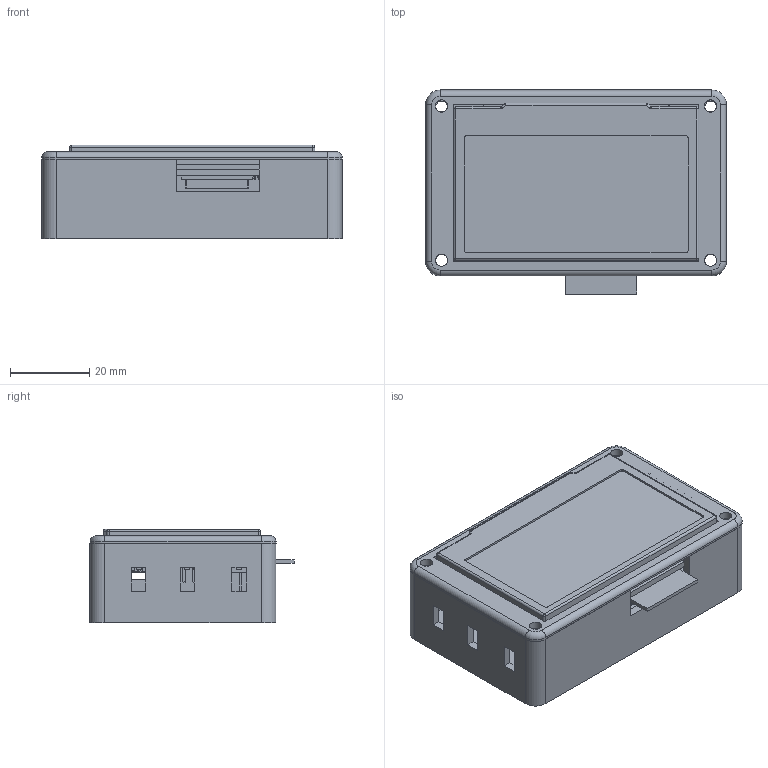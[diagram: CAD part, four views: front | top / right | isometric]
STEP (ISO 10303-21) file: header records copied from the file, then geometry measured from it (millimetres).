
FILE_DESCRIPTION(/* description */ (''),/* implementation_level */ '2;1');
FILE_NAME(/* name */ 'Study Tracker.step',/* time_stamp */ '2025-10-26T20:07:29+05:30',/* author */ (''),/* organization */ (''),/* preprocessor_version */ 'ST-DEVELOPER v20.1',/* originating_system */ 'Autodesk Translation Framework v14.17.0.0',/* authorisation */ '');
FILE_SCHEMA (('AUTOMOTIVE_DESIGN { 1 0 10303 214 3 1 1 }'));
Products named in the file (24): BACK; Front; OLED 2.42 12864 v7; pcb; screen; cable; PLS-7 v2; Study Tracker 1; USB_C_Receptacle_GCT_USB4105-xx-A_16P_TopMnt_Horizontal; PinHeader_1x02_P2.54mm_Vertical; PinHeader_1x04_P2.54mm_Vertical; ESP32-WROOM-32D-N4; QFN-16 (3x3); QFN-16 (3x3) Part1; COMPOUND; QFN-16 (3x3) Part2; SOT-23-5; Study Tracker_PCB; SOT-23; LED_0805_2012Metric; SW_Push_SPST_NO_Alps_SKRK; SW_SPST_CK_RS282G05A3; R_0603_1608Metric; C_0603_1608Metric
Assembly tree (61 placements, depth 5):
  BACK
    Front
      OLED 2.42 12864 v7
        pcb
          screen
        cable
        PLS-7 v2
      Study Tracker 1
        LED_0805_2012Metric  x2
        SOT-23  x2
        USB_C_Receptacle_GCT_USB4105-xx-A_16P_TopMnt_Horizontal
        C_0603_1608Metric  x10
        R_0603_1608Metric  x10
        SW_SPST_CK_RS282G05A3  x3
        PinHeader_1x02_P2.54mm_Vertical
        SW_Push_SPST_NO_Alps_SKRK  x2
        PinHeader_1x04_P2.54mm_Vertical
        ESP32-WROOM-32D-N4
        QFN-16 (3x3)
          QFN-16 (3x3) Part1
          QFN-16 (3x3) Part2  x16
          COMPOUND
        SOT-23-5
        Study Tracker_PCB
Bounding box: 76 x 51.64 x 23.72 mm (x, y, z)
Volume: 37157.9 mm3; surface area: 42022.2 mm2
Topology: 195 solids, 196 shells, 3960 faces, 9958 edges, 6423 vertices
Faces by surface type: plane 3126, cylinder 778, bspline 24, sphere 15, torus 9, cone 8
Full cylindrical faces by diameter (mm): 0.1 x25, 0.2 x12, 0.4 x1, 0.5 x2, 0.65 x2, 0.905 x14, 1 x6, 1.8 x9, 2.2 x2, 3 x12, 3.1 x12, 3.6 x8
Entity records: 88781 total; most frequent: CARTESIAN_POINT 15648, ORIENTED_EDGE 14564, DIRECTION 14270, EDGE_CURVE 7287, LINE 6178, VECTOR 6178, VERTEX_POINT 4692, AXIS2_PLACEMENT_3D 4046
